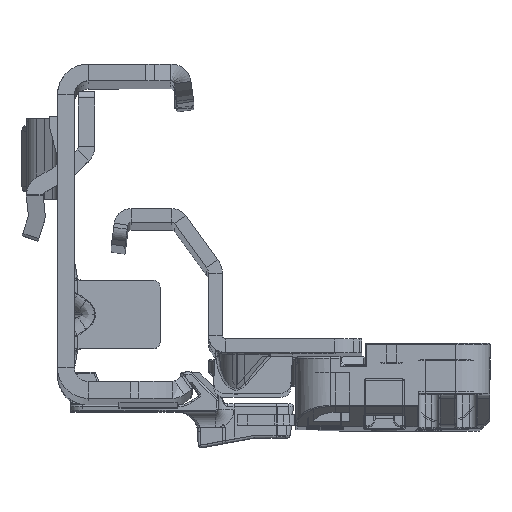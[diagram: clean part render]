
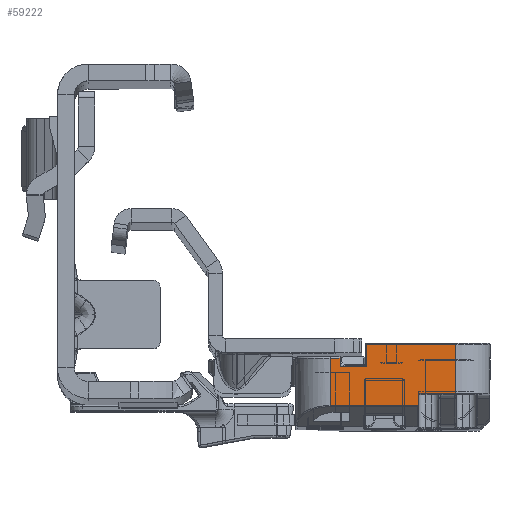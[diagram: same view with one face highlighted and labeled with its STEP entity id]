
A CAD part, top view. The second image highlights one B-rep face of the part: STEP entity #59222.
In plain terms, the highlighted face is planar.
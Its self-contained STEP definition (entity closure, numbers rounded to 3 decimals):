
#1993 = CARTESIAN_POINT ( 'NONE',  ( -0.75, -0.9, -284.5 ) ) ;
#3884 = EDGE_CURVE ( 'NONE', #92821, #90643, #107200, .T. ) ;
#6211 = ORIENTED_EDGE ( 'NONE', *, *, #58999, .T. ) ;
#6399 = VECTOR ( 'NONE', #64347, 1000. ) ;
#8324 = DIRECTION ( 'NONE',  ( 1., 0., 0. ) ) ;
#9729 = DIRECTION ( 'NONE',  ( 0., -1., 0. ) ) ;
#10247 = CARTESIAN_POINT ( 'NONE',  ( -8.5, -5.2, -284.5 ) ) ;
#12143 = CARTESIAN_POINT ( 'NONE',  ( 3.15, -1.15, -284.5 ) ) ;
#14176 = CARTESIAN_POINT ( 'NONE',  ( -13.7, -5., -284.5 ) ) ;
#17388 = PLANE ( 'NONE',  #90500 ) ;
#18028 = VERTEX_POINT ( 'NONE', #44277 ) ;
#19327 = AXIS2_PLACEMENT_3D ( 'NONE', #10247, #52075, #90705 ) ;
#19520 = DIRECTION ( 'NONE',  ( -1., 0., 0. ) ) ;
#21155 = VERTEX_POINT ( 'NONE', #14176 ) ;
#21191 = DIRECTION ( 'NONE',  ( 0., 1., 0. ) ) ;
#23426 = VERTEX_POINT ( 'NONE', #123036 ) ;
#24218 = LINE ( 'NONE', #93680, #31850 ) ;
#25646 = VECTOR ( 'NONE', #19520, 1000. ) ;
#25758 = EDGE_LOOP ( 'NONE', ( #96307, #101373, #43710, #92866, #69441, #61170, #117686, #93643, #112729, #59475, #35117, #6211 ) ) ;
#26600 = VECTOR ( 'NONE', #45354, 1000. ) ;
#29885 = CARTESIAN_POINT ( 'NONE',  ( -8.5, -5., -284.5 ) ) ;
#30868 = CARTESIAN_POINT ( 'NONE',  ( 4.6, -242.444, -284.5 ) ) ;
#31341 = VERTEX_POINT ( 'NONE', #100152 ) ;
#31550 = EDGE_CURVE ( 'NONE', #23426, #92230, #24218, .T. ) ;
#31850 = VECTOR ( 'NONE', #83371, 1000. ) ;
#35117 = ORIENTED_EDGE ( 'NONE', *, *, #3884, .T. ) ;
#35258 = VECTOR ( 'NONE', #118733, 1000. ) ;
#35777 = EDGE_CURVE ( 'NONE', #43583, #50274, #75622, .T. ) ;
#36252 = EDGE_CURVE ( 'NONE', #78147, #92230, #119009, .T. ) ;
#36711 = FACE_OUTER_BOUND ( 'NONE', #25758, .T. ) ;
#43583 = VERTEX_POINT ( 'NONE', #85948 ) ;
#43710 = ORIENTED_EDGE ( 'NONE', *, *, #31550, .T. ) ;
#44277 = CARTESIAN_POINT ( 'NONE',  ( -8.273, -6.785, -284.5 ) ) ;
#45354 = DIRECTION ( 'NONE',  ( 0., -1., 0. ) ) ;
#45421 = VECTOR ( 'NONE', #21191, 1000. ) ;
#47191 = DIRECTION ( 'NONE',  ( 1., 0., 0. ) ) ;
#48513 = EDGE_CURVE ( 'NONE', #21155, #92821, #84526, .T. ) ;
#49586 = EDGE_CURVE ( 'NONE', #102316, #23426, #72658, .T. ) ;
#50274 = VERTEX_POINT ( 'NONE', #110009 ) ;
#52075 = DIRECTION ( 'NONE',  ( 0., 0., 1. ) ) ;
#55389 = EDGE_CURVE ( 'NONE', #31341, #102316, #93939, .T. ) ;
#55665 = CARTESIAN_POINT ( 'NONE',  ( -8.3, 0., -284.5 ) ) ;
#57625 = CARTESIAN_POINT ( 'NONE',  ( -0.7, 2.1, -284.5 ) ) ;
#58999 = EDGE_CURVE ( 'NONE', #90643, #31341, #118520, .T. ) ;
#59222 = ADVANCED_FACE ( 'NONE', ( #36711 ), #17388, .F. ) ;
#59475 = ORIENTED_EDGE ( 'NONE', *, *, #48513, .T. ) ;
#61170 = ORIENTED_EDGE ( 'NONE', *, *, #69928, .T. ) ;
#62986 = CARTESIAN_POINT ( 'NONE',  ( -0.75, 2.1, -284.5 ) ) ;
#64347 = DIRECTION ( 'NONE',  ( 1., 0., 0. ) ) ;
#64638 = CARTESIAN_POINT ( 'NONE',  ( -8.3, -5., -284.5 ) ) ;
#65171 = EDGE_CURVE ( 'NONE', #78147, #18028, #116736, .T. ) ;
#67164 = LINE ( 'NONE', #64638, #79841 ) ;
#68903 = CARTESIAN_POINT ( 'NONE',  ( -13.7, 2.1, -284.5 ) ) ;
#69441 = ORIENTED_EDGE ( 'NONE', *, *, #65171, .T. ) ;
#69928 = EDGE_CURVE ( 'NONE', #18028, #50274, #98444, .T. ) ;
#72021 = CARTESIAN_POINT ( 'NONE',  ( 3.15, 0.1, -284.5 ) ) ;
#72658 = LINE ( 'NONE', #72021, #75377 ) ;
#73147 = CARTESIAN_POINT ( 'NONE',  ( -8.3, -6.669, -284.5 ) ) ;
#75377 = VECTOR ( 'NONE', #111930, 1000. ) ;
#75622 = LINE ( 'NONE', #55665, #26600 ) ;
#77221 = DIRECTION ( 'NONE',  ( 0., 0., 1. ) ) ;
#78095 = VECTOR ( 'NONE', #9729, 1000. ) ;
#78147 = VERTEX_POINT ( 'NONE', #125730 ) ;
#79841 = VECTOR ( 'NONE', #47191, 1000. ) ;
#79973 = CARTESIAN_POINT ( 'NONE',  ( -8.3, -6.785, -284.5 ) ) ;
#83371 = DIRECTION ( 'NONE',  ( 1., 0., 0. ) ) ;
#83445 = VECTOR ( 'NONE', #104490, 1000. ) ;
#84526 = LINE ( 'NONE', #123791, #83445 ) ;
#84701 = CARTESIAN_POINT ( 'NONE',  ( -8.273, -6.785, -284.5 ) ) ;
#85948 = CARTESIAN_POINT ( 'NONE',  ( -8.3, -5.2, -284.5 ) ) ;
#87204 = CIRCLE ( 'NONE', #19327, 0.2 ) ;
#89936 = CARTESIAN_POINT ( 'NONE',  ( 4.6, 0.1, -284.5 ) ) ;
#90500 = AXIS2_PLACEMENT_3D ( 'NONE', #94624, #77221, #8324 ) ;
#90643 = VERTEX_POINT ( 'NONE', #62986 ) ;
#90705 = DIRECTION ( 'NONE',  ( 1., 0., 0. ) ) ;
#91695 = EDGE_CURVE ( 'NONE', #43583, #101411, #87204, .T. ) ;
#92230 = VERTEX_POINT ( 'NONE', #89936 ) ;
#92471 = CARTESIAN_POINT ( 'NONE',  ( -8.291, -6.749, -284.5 ) ) ;
#92679 = CARTESIAN_POINT ( 'NONE',  ( 19.8, -1.15, -284.5 ) ) ;
#92821 = VERTEX_POINT ( 'NONE', #68903 ) ;
#92866 = ORIENTED_EDGE ( 'NONE', *, *, #36252, .F. ) ;
#93643 = ORIENTED_EDGE ( 'NONE', *, *, #91695, .T. ) ;
#93680 = CARTESIAN_POINT ( 'NONE',  ( 4.6, 0.1, -284.5 ) ) ;
#93939 = LINE ( 'NONE', #92679, #6399 ) ;
#94624 = CARTESIAN_POINT ( 'NONE',  ( 19.8, 2.6, -284.5 ) ) ;
#96307 = ORIENTED_EDGE ( 'NONE', *, *, #55389, .T. ) ;
#98444 =( BOUNDED_CURVE ( )  B_SPLINE_CURVE ( 3, ( #84701, #92471, #104032, #73147 ),
 .UNSPECIFIED., .F., .T. ) 
 B_SPLINE_CURVE_WITH_KNOTS ( ( 4, 4 ),
 ( 1.047, 1.571 ),
 .UNSPECIFIED. ) 
 CURVE ( )  GEOMETRIC_REPRESENTATION_ITEM ( )  RATIONAL_B_SPLINE_CURVE ( ( 1., 0.977, 0.977, 1. ) ) 
 REPRESENTATION_ITEM ( '' )  );
#100152 = CARTESIAN_POINT ( 'NONE',  ( -0.75, -1.15, -284.5 ) ) ;
#101373 = ORIENTED_EDGE ( 'NONE', *, *, #49586, .T. ) ;
#101411 = VERTEX_POINT ( 'NONE', #29885 ) ;
#102316 = VERTEX_POINT ( 'NONE', #12143 ) ;
#104032 = CARTESIAN_POINT ( 'NONE',  ( -8.3, -6.71, -284.5 ) ) ;
#104490 = DIRECTION ( 'NONE',  ( 0., 1., 0. ) ) ;
#107200 = LINE ( 'NONE', #57625, #35258 ) ;
#110009 = CARTESIAN_POINT ( 'NONE',  ( -8.3, -6.669, -284.5 ) ) ;
#111930 = DIRECTION ( 'NONE',  ( 0., 1., 0. ) ) ;
#112729 = ORIENTED_EDGE ( 'NONE', *, *, #127013, .F. ) ;
#116736 = LINE ( 'NONE', #79973, #25646 ) ;
#117686 = ORIENTED_EDGE ( 'NONE', *, *, #35777, .F. ) ;
#118520 = LINE ( 'NONE', #1993, #78095 ) ;
#118733 = DIRECTION ( 'NONE',  ( 1., 0., 0. ) ) ;
#119009 = LINE ( 'NONE', #30868, #45421 ) ;
#123036 = CARTESIAN_POINT ( 'NONE',  ( 3.15, 0.1, -284.5 ) ) ;
#123791 = CARTESIAN_POINT ( 'NONE',  ( -13.7, 2., -284.5 ) ) ;
#125730 = CARTESIAN_POINT ( 'NONE',  ( 4.6, -6.785, -284.5 ) ) ;
#127013 = EDGE_CURVE ( 'NONE', #21155, #101411, #67164, .T. ) ;
